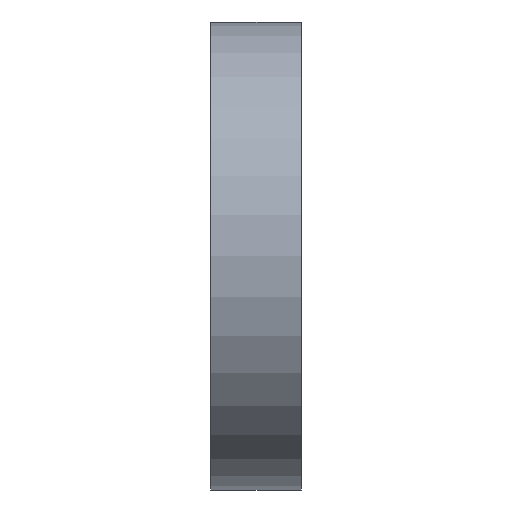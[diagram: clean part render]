
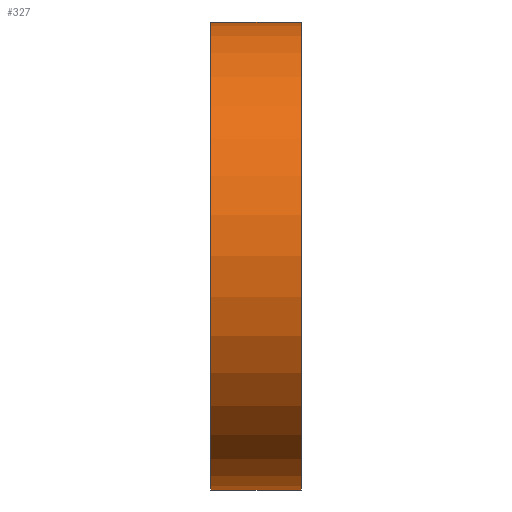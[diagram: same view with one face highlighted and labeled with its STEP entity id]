
A CAD part, left-side view. The second image highlights one B-rep face of the part: STEP entity #327.
In plain terms, the highlighted cylindrical face has radius 31 mm (diameter 62 mm), a partial arc.
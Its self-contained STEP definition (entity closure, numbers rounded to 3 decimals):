
#56 = DIRECTION ( 'NONE',  ( 0., -1., 0. ) ) ;
#75 = CARTESIAN_POINT ( 'NONE',  ( 0., 0., 0. ) ) ;
#106 = VERTEX_POINT ( 'NONE', #144 ) ;
#124 = EDGE_CURVE ( 'NONE', #1044, #106, #211, .T. ) ;
#144 = CARTESIAN_POINT ( 'NONE',  ( 0., 0., -31. ) ) ;
#176 = DIRECTION ( 'NONE',  ( 0., -1., 0. ) ) ;
#211 = LINE ( 'NONE', #522, #979 ) ;
#219 = EDGE_CURVE ( 'NONE', #106, #1191, #1030, .T. ) ;
#226 = ORIENTED_EDGE ( 'NONE', *, *, #219, .T. ) ;
#274 = DIRECTION ( 'NONE',  ( 0., 0., -1. ) ) ;
#327 = ADVANCED_FACE ( 'NONE', ( #675 ), #781, .T. ) ;
#419 = VERTEX_POINT ( 'NONE', #968 ) ;
#522 = CARTESIAN_POINT ( 'NONE',  ( 0., 12., -31. ) ) ;
#543 = EDGE_LOOP ( 'NONE', ( #700, #730, #775, #226 ) ) ;
#548 = EDGE_CURVE ( 'NONE', #1044, #419, #942, .T. ) ;
#675 = FACE_OUTER_BOUND ( 'NONE', #543, .T. ) ;
#684 = CARTESIAN_POINT ( 'NONE',  ( 0., 12., 31. ) ) ;
#700 = ORIENTED_EDGE ( 'NONE', *, *, #955, .F. ) ;
#730 = ORIENTED_EDGE ( 'NONE', *, *, #548, .F. ) ;
#733 = DIRECTION ( 'NONE',  ( 0., 0., 1. ) ) ;
#775 = ORIENTED_EDGE ( 'NONE', *, *, #124, .T. ) ;
#781 = CYLINDRICAL_SURFACE ( 'NONE', #938, 31. ) ;
#814 = DIRECTION ( 'NONE',  ( 0., 1., 0. ) ) ;
#819 = DIRECTION ( 'NONE',  ( 0., 1., 0. ) ) ;
#824 = VECTOR ( 'NONE', #56, 1000. ) ;
#845 = CARTESIAN_POINT ( 'NONE',  ( 0., 0., 31. ) ) ;
#862 = LINE ( 'NONE', #684, #824 ) ;
#938 = AXIS2_PLACEMENT_3D ( 'NONE', #1103, #176, #274 ) ;
#942 = CIRCLE ( 'NONE', #1009, 31. ) ;
#955 = EDGE_CURVE ( 'NONE', #419, #1191, #862, .T. ) ;
#968 = CARTESIAN_POINT ( 'NONE',  ( 0., 12., 31. ) ) ;
#979 = VECTOR ( 'NONE', #1021, 1000. ) ;
#1009 = AXIS2_PLACEMENT_3D ( 'NONE', #1347, #814, #1239 ) ;
#1016 = CARTESIAN_POINT ( 'NONE',  ( 0., 12., -31. ) ) ;
#1021 = DIRECTION ( 'NONE',  ( 0., -1., 0. ) ) ;
#1030 = CIRCLE ( 'NONE', #1161, 31. ) ;
#1044 = VERTEX_POINT ( 'NONE', #1016 ) ;
#1103 = CARTESIAN_POINT ( 'NONE',  ( 0., 12., 0. ) ) ;
#1161 = AXIS2_PLACEMENT_3D ( 'NONE', #75, #819, #733 ) ;
#1191 = VERTEX_POINT ( 'NONE', #845 ) ;
#1239 = DIRECTION ( 'NONE',  ( 0., 0., 1. ) ) ;
#1347 = CARTESIAN_POINT ( 'NONE',  ( 0., 12., 0. ) ) ;
